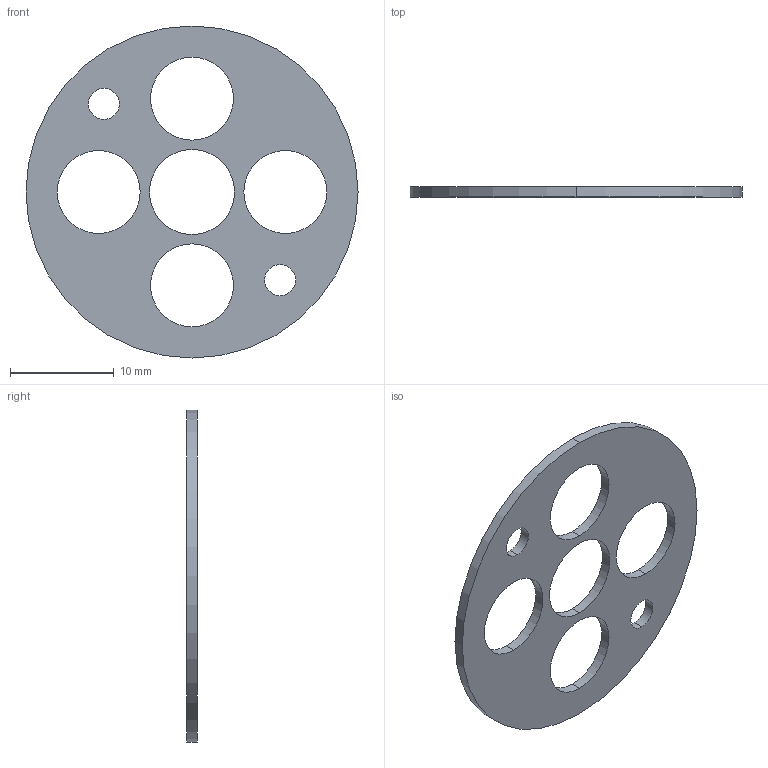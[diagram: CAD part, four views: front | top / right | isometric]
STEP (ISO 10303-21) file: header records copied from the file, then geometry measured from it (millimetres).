
FILE_DESCRIPTION (( 'STEP AP214' ), '1' );
FILE_NAME ('MS001-D.01.005SL.1.1 MS001-D滅裁邈啣.step', '2021-08-27T10:51:05', ( '' ), ( '' ), 'SwSTEP 2.0', 'SolidWorks 2016', '' );
FILE_SCHEMA (( 'AUTOMOTIVE_DESIGN' ));
Length unit declared in the file: millimetre
Products named in the file (1): MS001-D.01.005SL.1.1 MS001-D滅裁邈啣
Bounding box: 32 x 1 x 32 mm (x, y, z)
Volume: 536.2 mm3; surface area: 1318.1 mm2
Topology: 1 solids, 1 shells, 18 faces, 48 edges, 32 vertices
Faces by surface type: cylinder 16, plane 2
Entity records: 646 total; most frequent: DIRECTION 118, CARTESIAN_POINT 99, ORIENTED_EDGE 96, AXIS2_PLACEMENT_3D 51, EDGE_CURVE 48, EDGE_LOOP 32, CIRCLE 32, VERTEX_POINT 32
